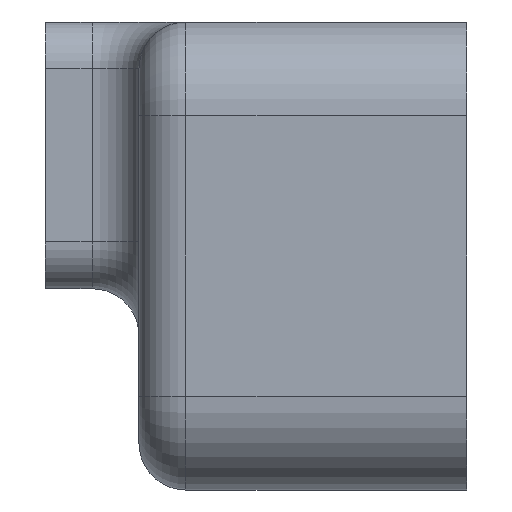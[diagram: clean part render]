
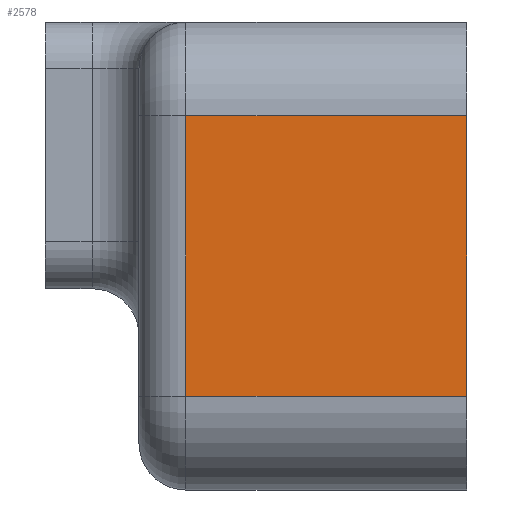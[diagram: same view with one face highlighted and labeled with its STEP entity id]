
A CAD part, left-side view. The second image highlights one B-rep face of the part: STEP entity #2578.
In plain terms, the highlighted planar face has unit normal (-1, 0, 0).
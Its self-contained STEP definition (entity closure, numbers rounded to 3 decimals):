
#68 = VECTOR ( 'NONE', #405, 1000. ) ;
#115 = ORIENTED_EDGE ( 'NONE', *, *, #2422, .T. ) ;
#117 = CARTESIAN_POINT ( 'NONE',  ( -15., 0., -3. ) ) ;
#142 = VERTEX_POINT ( 'NONE', #1706 ) ;
#207 = CARTESIAN_POINT ( 'NONE',  ( -15., 6., 3. ) ) ;
#254 = EDGE_LOOP ( 'NONE', ( #1326, #351, #115, #1122 ) ) ;
#339 = CARTESIAN_POINT ( 'NONE',  ( -15., 6., -3. ) ) ;
#351 = ORIENTED_EDGE ( 'NONE', *, *, #2669, .T. ) ;
#405 = DIRECTION ( 'NONE',  ( 0., -1., 0. ) ) ;
#531 = EDGE_CURVE ( 'NONE', #142, #984, #1379, .T. ) ;
#598 = DIRECTION ( 'NONE',  ( 0., -1., 0. ) ) ;
#619 = EDGE_CURVE ( 'NONE', #1635, #984, #1607, .T. ) ;
#644 = LINE ( 'NONE', #860, #1470 ) ;
#826 = FACE_OUTER_BOUND ( 'NONE', #254, .T. ) ;
#860 = CARTESIAN_POINT ( 'NONE',  ( -15., 7., -3. ) ) ;
#961 = CARTESIAN_POINT ( 'NONE',  ( -15., 6., -3. ) ) ;
#964 = LINE ( 'NONE', #339, #1835 ) ;
#984 = VERTEX_POINT ( 'NONE', #2278 ) ;
#1122 = ORIENTED_EDGE ( 'NONE', *, *, #531, .T. ) ;
#1178 = DIRECTION ( 'NONE',  ( 0., 0., -1. ) ) ;
#1326 = ORIENTED_EDGE ( 'NONE', *, *, #619, .F. ) ;
#1367 = DIRECTION ( 'NONE',  ( 1., 0., 0. ) ) ;
#1379 = LINE ( 'NONE', #117, #2511 ) ;
#1415 = VERTEX_POINT ( 'NONE', #961 ) ;
#1452 = DIRECTION ( 'NONE',  ( 0., 0., -1. ) ) ;
#1470 = VECTOR ( 'NONE', #598, 1000. ) ;
#1576 = AXIS2_PLACEMENT_3D ( 'NONE', #2025, #1367, #1178 ) ;
#1607 = LINE ( 'NONE', #2140, #68 ) ;
#1635 = VERTEX_POINT ( 'NONE', #207 ) ;
#1681 = DIRECTION ( 'NONE',  ( 0., 0., 1. ) ) ;
#1706 = CARTESIAN_POINT ( 'NONE',  ( -15., 0., -3. ) ) ;
#1835 = VECTOR ( 'NONE', #1452, 1000. ) ;
#2025 = CARTESIAN_POINT ( 'NONE',  ( -15., 7., -3. ) ) ;
#2140 = CARTESIAN_POINT ( 'NONE',  ( -15., 7., 3. ) ) ;
#2278 = CARTESIAN_POINT ( 'NONE',  ( -15., 0., 3. ) ) ;
#2422 = EDGE_CURVE ( 'NONE', #1415, #142, #644, .T. ) ;
#2460 = PLANE ( 'NONE',  #1576 ) ;
#2511 = VECTOR ( 'NONE', #1681, 1000. ) ;
#2578 = ADVANCED_FACE ( 'NONE', ( #826 ), #2460, .F. ) ;
#2669 = EDGE_CURVE ( 'NONE', #1635, #1415, #964, .T. ) ;
